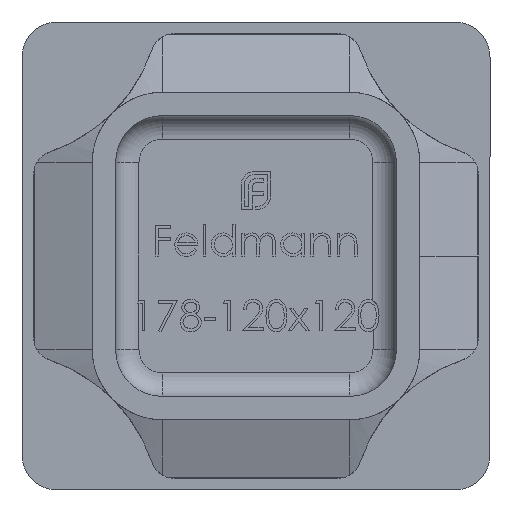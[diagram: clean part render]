
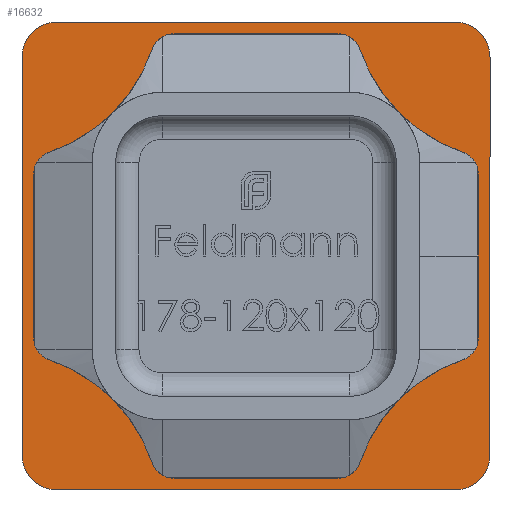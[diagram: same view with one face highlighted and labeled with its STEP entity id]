
A CAD part, front view. The second image highlights one B-rep face of the part: STEP entity #16632.
In plain terms, the highlighted planar face has unit normal (0, -1, 0).
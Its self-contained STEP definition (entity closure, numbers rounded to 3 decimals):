
#123 = CARTESIAN_POINT ( 'NONE',  ( 10., 0., 8.5 ) ) ;
#481 = ORIENTED_EDGE ( 'NONE', *, *, #20118, .F. ) ;
#603 = DIRECTION ( 'NONE',  ( 0., 0., -1. ) ) ;
#629 = LINE ( 'NONE', #5461, #6580 ) ;
#805 = AXIS2_PLACEMENT_3D ( 'NONE', #10765, #17060, #4577 ) ;
#884 = DIRECTION ( 'NONE',  ( 0., 0., 1. ) ) ;
#1042 = LINE ( 'NONE', #3409, #15890 ) ;
#1075 = DIRECTION ( 'NONE',  ( 0., 0., 1. ) ) ;
#1217 = ORIENTED_EDGE ( 'NONE', *, *, #18819, .T. ) ;
#1330 = EDGE_CURVE ( 'NONE', #19702, #9125, #5531, .T. ) ;
#1452 = AXIS2_PLACEMENT_3D ( 'NONE', #3825, #5821, #8701 ) ;
#1640 = VECTOR ( 'NONE', #17952, 1000. ) ;
#1643 = DIRECTION ( 'NONE',  ( 1., 0., 0. ) ) ;
#1786 = CIRCLE ( 'NONE', #9941, 3. ) ;
#2295 = VECTOR ( 'NONE', #10900, 1000. ) ;
#2538 = LINE ( 'NONE', #9427, #2295 ) ;
#3397 = DIRECTION ( 'NONE',  ( 0., -1., 0. ) ) ;
#3409 = CARTESIAN_POINT ( 'NONE',  ( -4., 0., -7. ) ) ;
#3442 = EDGE_CURVE ( 'NONE', #6986, #7045, #629, .T. ) ;
#3675 = ORIENTED_EDGE ( 'NONE', *, *, #13450, .F. ) ;
#3678 = CARTESIAN_POINT ( 'NONE',  ( -10., 0., -8.5 ) ) ;
#3825 = CARTESIAN_POINT ( 'NONE',  ( 4., 0., 4. ) ) ;
#3903 = CARTESIAN_POINT ( 'NONE',  ( 4., 0., 7. ) ) ;
#3944 = ORIENTED_EDGE ( 'NONE', *, *, #3442, .F. ) ;
#4082 = CARTESIAN_POINT ( 'NONE',  ( -4., 0., 4. ) ) ;
#4217 = CIRCLE ( 'NONE', #17925, 1.5 ) ;
#4246 = CARTESIAN_POINT ( 'NONE',  ( -4., 0., 7. ) ) ;
#4381 = FACE_BOUND ( 'NONE', #7327, .T. ) ;
#4410 = DIRECTION ( 'NONE',  ( 0., 0., 1. ) ) ;
#4577 = DIRECTION ( 'NONE',  ( 0., 0., 1. ) ) ;
#4707 = CARTESIAN_POINT ( 'NONE',  ( -7., 0., 4. ) ) ;
#4948 = AXIS2_PLACEMENT_3D ( 'NONE', #4082, #7261, #1075 ) ;
#5207 = EDGE_CURVE ( 'NONE', #6978, #13606, #14662, .T. ) ;
#5271 = VERTEX_POINT ( 'NONE', #123 ) ;
#5380 = CARTESIAN_POINT ( 'NONE',  ( -7., 0., -4. ) ) ;
#5461 = CARTESIAN_POINT ( 'NONE',  ( -4., 0., 7. ) ) ;
#5463 = VERTEX_POINT ( 'NONE', #20034 ) ;
#5531 = CIRCLE ( 'NONE', #12651, 1.5 ) ;
#5821 = DIRECTION ( 'NONE',  ( 0., -1., 0. ) ) ;
#6116 = EDGE_CURVE ( 'NONE', #8342, #12910, #13664, .T. ) ;
#6259 = CARTESIAN_POINT ( 'NONE',  ( 10., 0., -8.5 ) ) ;
#6384 = LINE ( 'NONE', #16342, #1640 ) ;
#6438 = EDGE_CURVE ( 'NONE', #14001, #7609, #17133, .T. ) ;
#6506 = DIRECTION ( 'NONE',  ( 0., -1., 0. ) ) ;
#6580 = VECTOR ( 'NONE', #12027, 1000. ) ;
#6687 = ORIENTED_EDGE ( 'NONE', *, *, #1330, .T. ) ;
#6930 = ORIENTED_EDGE ( 'NONE', *, *, #7331, .F. ) ;
#6978 = VERTEX_POINT ( 'NONE', #16600 ) ;
#6986 = VERTEX_POINT ( 'NONE', #3903 ) ;
#7045 = VERTEX_POINT ( 'NONE', #4246 ) ;
#7081 = CARTESIAN_POINT ( 'NONE',  ( 8.5, 0., 10. ) ) ;
#7148 = ORIENTED_EDGE ( 'NONE', *, *, #5207, .F. ) ;
#7261 = DIRECTION ( 'NONE',  ( 0., -1., 0. ) ) ;
#7327 = EDGE_LOOP ( 'NONE', ( #3944, #9405, #6930, #7148, #14735, #20072, #19300, #481 ) ) ;
#7331 = EDGE_CURVE ( 'NONE', #13606, #9446, #16105, .T. ) ;
#7343 = CARTESIAN_POINT ( 'NONE',  ( -10., 0., 8.5 ) ) ;
#7415 = CARTESIAN_POINT ( 'NONE',  ( 8.5, 0., -10. ) ) ;
#7469 = CARTESIAN_POINT ( 'NONE',  ( 7., 0., 4. ) ) ;
#7574 = DIRECTION ( 'NONE',  ( 0., -1., 0. ) ) ;
#7595 = DIRECTION ( 'NONE',  ( 0., 0., 1. ) ) ;
#7609 = VERTEX_POINT ( 'NONE', #5380 ) ;
#7731 = PLANE ( 'NONE',  #15664 ) ;
#8072 = DIRECTION ( 'NONE',  ( 0., 0., 1. ) ) ;
#8342 = VERTEX_POINT ( 'NONE', #7415 ) ;
#8533 = LINE ( 'NONE', #14824, #10250 ) ;
#8701 = DIRECTION ( 'NONE',  ( 0., 0., 1. ) ) ;
#9125 = VERTEX_POINT ( 'NONE', #12834 ) ;
#9251 = AXIS2_PLACEMENT_3D ( 'NONE', #9594, #6506, #19177 ) ;
#9405 = ORIENTED_EDGE ( 'NONE', *, *, #19701, .F. ) ;
#9427 = CARTESIAN_POINT ( 'NONE',  ( -10., 0., 10. ) ) ;
#9446 = VERTEX_POINT ( 'NONE', #12782 ) ;
#9583 = EDGE_LOOP ( 'NONE', ( #17910, #14881, #10539, #16303, #9890, #1217, #3675, #6687 ) ) ;
#9594 = CARTESIAN_POINT ( 'NONE',  ( 8.5, 0., -8.5 ) ) ;
#9869 = CARTESIAN_POINT ( 'NONE',  ( -8.5, 0., 10. ) ) ;
#9890 = ORIENTED_EDGE ( 'NONE', *, *, #18967, .F. ) ;
#9941 = AXIS2_PLACEMENT_3D ( 'NONE', #18747, #13867, #14011 ) ;
#10128 = CARTESIAN_POINT ( 'NONE',  ( -10., 0., -10. ) ) ;
#10250 = VECTOR ( 'NONE', #603, 1000. ) ;
#10539 = ORIENTED_EDGE ( 'NONE', *, *, #17069, .F. ) ;
#10617 = LINE ( 'NONE', #10128, #14817 ) ;
#10765 = CARTESIAN_POINT ( 'NONE',  ( -8.5, 0., 8.5 ) ) ;
#10900 = DIRECTION ( 'NONE',  ( 1., 0., 0. ) ) ;
#10901 = CARTESIAN_POINT ( 'NONE',  ( 0., 0., 0. ) ) ;
#11395 = DIRECTION ( 'NONE',  ( 0., 0., -1. ) ) ;
#12027 = DIRECTION ( 'NONE',  ( -1., 0., 0. ) ) ;
#12039 = DIRECTION ( 'NONE',  ( 0., -1., 0. ) ) ;
#12336 = CARTESIAN_POINT ( 'NONE',  ( -8.5, 0., -8.5 ) ) ;
#12358 = DIRECTION ( 'NONE',  ( 0., 1., 0. ) ) ;
#12651 = AXIS2_PLACEMENT_3D ( 'NONE', #12336, #7574, #4410 ) ;
#12712 = CARTESIAN_POINT ( 'NONE',  ( 4., 0., -4. ) ) ;
#12782 = CARTESIAN_POINT ( 'NONE',  ( 7., 0., 4. ) ) ;
#12834 = CARTESIAN_POINT ( 'NONE',  ( -8.5, 0., -10. ) ) ;
#12910 = VERTEX_POINT ( 'NONE', #6259 ) ;
#13092 = VERTEX_POINT ( 'NONE', #9869 ) ;
#13125 = VERTEX_POINT ( 'NONE', #7343 ) ;
#13214 = EDGE_CURVE ( 'NONE', #5271, #17599, #4217, .T. ) ;
#13401 = VECTOR ( 'NONE', #14332, 1000. ) ;
#13450 = EDGE_CURVE ( 'NONE', #19702, #13125, #10617, .T. ) ;
#13522 = CARTESIAN_POINT ( 'NONE',  ( 7., 0., -4. ) ) ;
#13599 = DIRECTION ( 'NONE',  ( 0., 0., 1. ) ) ;
#13606 = VERTEX_POINT ( 'NONE', #13522 ) ;
#13664 = CIRCLE ( 'NONE', #9251, 1.5 ) ;
#13867 = DIRECTION ( 'NONE',  ( 0., -1., 0. ) ) ;
#13913 = EDGE_CURVE ( 'NONE', #8342, #9125, #6384, .T. ) ;
#14001 = VERTEX_POINT ( 'NONE', #19965 ) ;
#14011 = DIRECTION ( 'NONE',  ( 0., 0., 1. ) ) ;
#14271 = AXIS2_PLACEMENT_3D ( 'NONE', #12712, #3397, #11395 ) ;
#14332 = DIRECTION ( 'NONE',  ( 0., 0., -1. ) ) ;
#14646 = CIRCLE ( 'NONE', #805, 1.5 ) ;
#14662 = CIRCLE ( 'NONE', #14271, 3. ) ;
#14735 = ORIENTED_EDGE ( 'NONE', *, *, #19577, .F. ) ;
#14817 = VECTOR ( 'NONE', #8072, 1000. ) ;
#14824 = CARTESIAN_POINT ( 'NONE',  ( 10., 0., -10. ) ) ;
#14881 = ORIENTED_EDGE ( 'NONE', *, *, #6116, .T. ) ;
#15664 = AXIS2_PLACEMENT_3D ( 'NONE', #10901, #12358, #7595 ) ;
#15890 = VECTOR ( 'NONE', #1643, 1000. ) ;
#16105 = LINE ( 'NONE', #7469, #19349 ) ;
#16212 = FACE_OUTER_BOUND ( 'NONE', #9583, .T. ) ;
#16303 = ORIENTED_EDGE ( 'NONE', *, *, #13214, .T. ) ;
#16342 = CARTESIAN_POINT ( 'NONE',  ( -10., 0., -10. ) ) ;
#16600 = CARTESIAN_POINT ( 'NONE',  ( 4., 0., -7. ) ) ;
#16632 = ADVANCED_FACE ( 'NONE', ( #4381, #16212 ), #7731, .F. ) ;
#16655 = CARTESIAN_POINT ( 'NONE',  ( 8.5, 0., 8.5 ) ) ;
#16879 = CIRCLE ( 'NONE', #4948, 3. ) ;
#17060 = DIRECTION ( 'NONE',  ( 0., -1., 0. ) ) ;
#17069 = EDGE_CURVE ( 'NONE', #5271, #12910, #8533, .T. ) ;
#17133 = LINE ( 'NONE', #4707, #13401 ) ;
#17599 = VERTEX_POINT ( 'NONE', #7081 ) ;
#17910 = ORIENTED_EDGE ( 'NONE', *, *, #13913, .F. ) ;
#17925 = AXIS2_PLACEMENT_3D ( 'NONE', #16655, #12039, #884 ) ;
#17952 = DIRECTION ( 'NONE',  ( -1., 0., 0. ) ) ;
#18651 = CIRCLE ( 'NONE', #1452, 3. ) ;
#18747 = CARTESIAN_POINT ( 'NONE',  ( -4., 0., -4. ) ) ;
#18819 = EDGE_CURVE ( 'NONE', #13092, #13125, #14646, .T. ) ;
#18881 = EDGE_CURVE ( 'NONE', #7609, #5463, #1786, .T. ) ;
#18967 = EDGE_CURVE ( 'NONE', #13092, #17599, #2538, .T. ) ;
#19177 = DIRECTION ( 'NONE',  ( 0., 0., 1. ) ) ;
#19300 = ORIENTED_EDGE ( 'NONE', *, *, #6438, .F. ) ;
#19349 = VECTOR ( 'NONE', #13599, 1000. ) ;
#19577 = EDGE_CURVE ( 'NONE', #5463, #6978, #1042, .T. ) ;
#19701 = EDGE_CURVE ( 'NONE', #9446, #6986, #18651, .T. ) ;
#19702 = VERTEX_POINT ( 'NONE', #3678 ) ;
#19965 = CARTESIAN_POINT ( 'NONE',  ( -7., 0., 4. ) ) ;
#20034 = CARTESIAN_POINT ( 'NONE',  ( -4., 0., -7. ) ) ;
#20072 = ORIENTED_EDGE ( 'NONE', *, *, #18881, .F. ) ;
#20118 = EDGE_CURVE ( 'NONE', #7045, #14001, #16879, .T. ) ;
